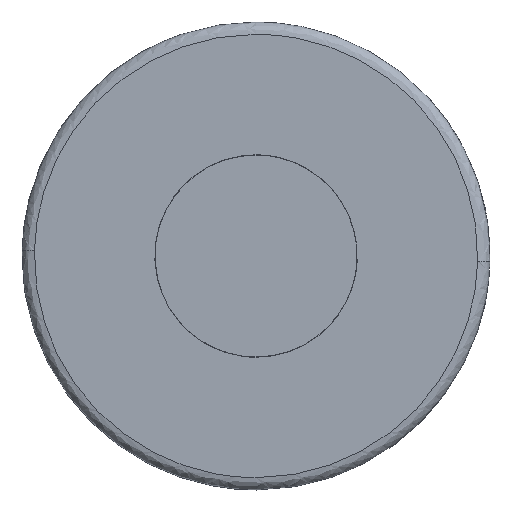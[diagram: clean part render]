
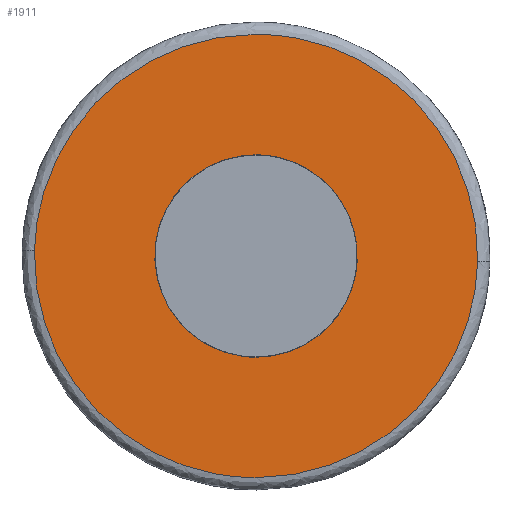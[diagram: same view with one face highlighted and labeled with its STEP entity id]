
A CAD part, front view. The second image highlights one B-rep face of the part: STEP entity #1911.
In plain terms, the highlighted free-form (B-spline) face has degree [1, 1] with [2, 2] control points.
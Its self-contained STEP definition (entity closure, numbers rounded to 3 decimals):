
#821=CARTESIAN_POINT('',(-4.081,0.,0.485));
#822=VERTEX_POINT('',#821);
#828=CARTESIAN_POINT('',(0.0,0.0,-4.11));
#829=VERTEX_POINT('',#828);
#830=CARTESIAN_POINT('',(-4.081,0.,0.485));
#831=CARTESIAN_POINT('',(-4.11,0.0,0.243));
#832=CARTESIAN_POINT('',(-4.11,0.0,0.0));
#833=CARTESIAN_POINT('',(-4.11,0.0,-4.11));
#834=CARTESIAN_POINT('',(0.0,0.0,-4.11));
#842=(BOUNDED_CURVE()B_SPLINE_CURVE(2,(#830,#831,#832,#833,#834),.UNSPECIFIED.,.F.,.U.)B_SPLINE_CURVE_WITH_KNOTS((3,2,3),(0.23,0.25,0.5),.UNSPECIFIED.)CURVE()GEOMETRIC_REPRESENTATION_ITEM()RATIONAL_B_SPLINE_CURVE((0.956,0.976,1.0,0.707,1.0))REPRESENTATION_ITEM(''));
#843=EDGE_CURVE('',#822,#829,#842,.T.);
#845=CARTESIAN_POINT('',(4.102,0.,-0.251));
#846=VERTEX_POINT('',#845);
#847=CARTESIAN_POINT('',(0.0,0.0,-4.11));
#848=CARTESIAN_POINT('',(3.866,0.0,-4.11));
#849=CARTESIAN_POINT('',(4.102,0.,-0.251));
#857=(BOUNDED_CURVE()B_SPLINE_CURVE(2,(#847,#848,#849),.UNSPECIFIED.,.F.,.U.)B_SPLINE_CURVE_WITH_KNOTS((3,3),(0.5,0.739),.UNSPECIFIED.)CURVE()GEOMETRIC_REPRESENTATION_ITEM()RATIONAL_B_SPLINE_CURVE((1.0,0.72,0.976))REPRESENTATION_ITEM(''));
#858=EDGE_CURVE('',#829,#846,#857,.T.);
#932=CARTESIAN_POINT('',(0.0,0.0,4.11));
#933=VERTEX_POINT('',#932);
#934=CARTESIAN_POINT('',(4.102,0.,-0.251));
#935=CARTESIAN_POINT('',(4.11,0.0,-0.126));
#936=CARTESIAN_POINT('',(4.11,0.0,0.0));
#937=CARTESIAN_POINT('',(4.11,0.0,4.11));
#938=CARTESIAN_POINT('',(0.0,0.0,4.11));
#946=(BOUNDED_CURVE()B_SPLINE_CURVE(2,(#934,#935,#936,#937,#938),.UNSPECIFIED.,.F.,.U.)B_SPLINE_CURVE_WITH_KNOTS((3,2,3),(0.739,0.75,1.0),.UNSPECIFIED.)CURVE()GEOMETRIC_REPRESENTATION_ITEM()RATIONAL_B_SPLINE_CURVE((0.976,0.988,1.0,0.707,1.0))REPRESENTATION_ITEM(''));
#947=EDGE_CURVE('',#846,#933,#946,.T.);
#949=CARTESIAN_POINT('',(0.0,0.0,4.11));
#950=CARTESIAN_POINT('',(-3.65,0.0,4.11));
#951=CARTESIAN_POINT('',(-4.081,0.,0.485));
#959=(BOUNDED_CURVE()B_SPLINE_CURVE(2,(#949,#950,#951),.UNSPECIFIED.,.F.,.U.)B_SPLINE_CURVE_WITH_KNOTS((3,3),(0.0,0.23),.UNSPECIFIED.)CURVE()GEOMETRIC_REPRESENTATION_ITEM()RATIONAL_B_SPLINE_CURVE((1.0,0.731,0.956))REPRESENTATION_ITEM(''));
#960=EDGE_CURVE('',#933,#822,#959,.T.);
#1423=CARTESIAN_POINT('',(-8.997,0.,0.226));
#1424=VERTEX_POINT('',#1423);
#1425=CARTESIAN_POINT('',(0.0,0.,-9.0));
#1426=VERTEX_POINT('',#1425);
#1427=CARTESIAN_POINT('',(-8.997,0.,0.226));
#1428=CARTESIAN_POINT('',(-9.0,0.,0.113));
#1429=CARTESIAN_POINT('',(-9.0,0.,0.));
#1430=CARTESIAN_POINT('',(-9.0,0.,-9.0));
#1431=CARTESIAN_POINT('',(0.0,0.,-9.0));
#1439=(BOUNDED_CURVE()B_SPLINE_CURVE(2,(#1427,#1428,#1429,#1430,#1431),.UNSPECIFIED.,.F.,.U.)B_SPLINE_CURVE_WITH_KNOTS((3,2,3),(0.746,0.75,1.0),.UNSPECIFIED.)CURVE()GEOMETRIC_REPRESENTATION_ITEM()RATIONAL_B_SPLINE_CURVE((0.99,0.995,1.0,0.707,1.0))REPRESENTATION_ITEM(''));
#1440=EDGE_CURVE('',#1424,#1426,#1439,.T.);
#1457=CARTESIAN_POINT('',(8.997,0.,-0.226));
#1458=VERTEX_POINT('',#1457);
#1472=CARTESIAN_POINT('',(0.0,0.,-9.0));
#1473=CARTESIAN_POINT('',(8.777,0.,-9.));
#1474=CARTESIAN_POINT('',(8.997,0.,-0.226));
#1482=(BOUNDED_CURVE()B_SPLINE_CURVE(2,(#1472,#1473,#1474),.UNSPECIFIED.,.F.,.U.)B_SPLINE_CURVE_WITH_KNOTS((3,3),(0.0,0.246),.UNSPECIFIED.)CURVE()GEOMETRIC_REPRESENTATION_ITEM()RATIONAL_B_SPLINE_CURVE((1.0,0.712,0.99))REPRESENTATION_ITEM(''));
#1483=EDGE_CURVE('',#1426,#1458,#1482,.T.);
#1511=CARTESIAN_POINT('',(0.0,0.,9.0));
#1512=VERTEX_POINT('',#1511);
#1513=CARTESIAN_POINT('',(0.0,0.,9.0));
#1514=CARTESIAN_POINT('',(-8.777,0.,9.0));
#1515=CARTESIAN_POINT('',(-8.997,0.,0.226));
#1523=(BOUNDED_CURVE()B_SPLINE_CURVE(2,(#1513,#1514,#1515),.UNSPECIFIED.,.F.,.U.)B_SPLINE_CURVE_WITH_KNOTS((3,3),(0.5,0.746),.UNSPECIFIED.)CURVE()GEOMETRIC_REPRESENTATION_ITEM()RATIONAL_B_SPLINE_CURVE((1.0,0.712,0.99))REPRESENTATION_ITEM(''));
#1524=EDGE_CURVE('',#1512,#1424,#1523,.T.);
#1526=CARTESIAN_POINT('',(8.997,0.,-0.226));
#1527=CARTESIAN_POINT('',(9.,0.,-0.113));
#1528=CARTESIAN_POINT('',(9.0,0.,0.));
#1529=CARTESIAN_POINT('',(9.0,0.,9.0));
#1530=CARTESIAN_POINT('',(0.0,0.,9.0));
#1538=(BOUNDED_CURVE()B_SPLINE_CURVE(2,(#1526,#1527,#1528,#1529,#1530),.UNSPECIFIED.,.F.,.U.)B_SPLINE_CURVE_WITH_KNOTS((3,2,3),(0.246,0.25,0.5),.UNSPECIFIED.)CURVE()GEOMETRIC_REPRESENTATION_ITEM()RATIONAL_B_SPLINE_CURVE((0.99,0.995,1.0,0.707,1.0))REPRESENTATION_ITEM(''));
#1539=EDGE_CURVE('',#1458,#1512,#1538,.T.);
#1894=CARTESIAN_POINT('',(-9.896,0.,9.899));
#1895=CARTESIAN_POINT('',(-9.896,0.,-9.899));
#1896=CARTESIAN_POINT('',(9.896,0.,9.899));
#1897=CARTESIAN_POINT('',(9.896,0.,-9.899));
#1898=B_SPLINE_SURFACE_WITH_KNOTS('',1,1,((#1894,#1896),(#1895,#1897)),.UNSPECIFIED.,.F.,.F.,.U.,(2,2),(2,2),(0.0,19.798),(0.0,19.792),.UNSPECIFIED.);
#1899=ORIENTED_EDGE('',*,*,#1483,.T.);
#1900=ORIENTED_EDGE('',*,*,#1539,.T.);
#1901=ORIENTED_EDGE('',*,*,#1524,.T.);
#1902=ORIENTED_EDGE('',*,*,#1440,.T.);
#1903=EDGE_LOOP('',(#1899,#1900,#1901,#1902));
#1904=FACE_OUTER_BOUND('',#1903,.T.);
#1905=ORIENTED_EDGE('',*,*,#858,.F.);
#1906=ORIENTED_EDGE('',*,*,#843,.F.);
#1907=ORIENTED_EDGE('',*,*,#960,.F.);
#1908=ORIENTED_EDGE('',*,*,#947,.F.);
#1909=EDGE_LOOP('',(#1905,#1906,#1907,#1908));
#1910=FACE_BOUND('',#1909,.T.);
#1911=ADVANCED_FACE('',(#1904,#1910),#1898,.T.);
